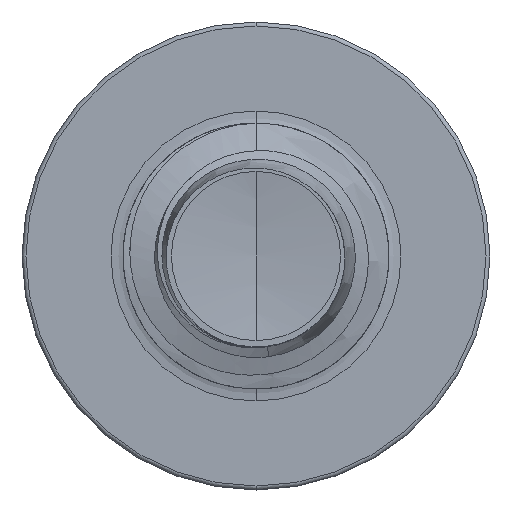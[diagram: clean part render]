
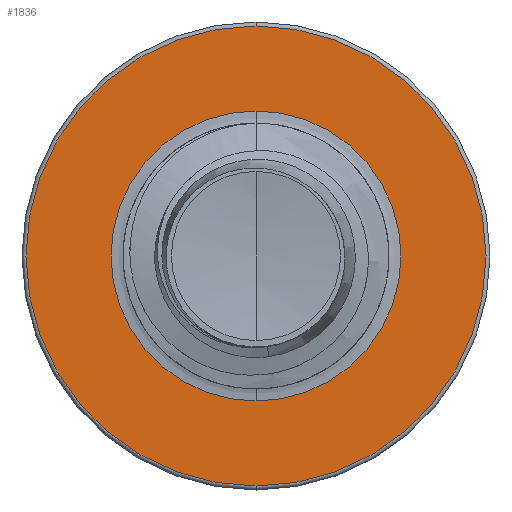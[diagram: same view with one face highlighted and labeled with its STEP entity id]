
A CAD part, front view. The second image highlights one B-rep face of the part: STEP entity #1836.
In plain terms, the highlighted planar face has unit normal (0, -1, 0).
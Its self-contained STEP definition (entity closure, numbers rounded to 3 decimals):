
#629 = AXIS2_PLACEMENT_3D ( 'NONE', #29946, #14007, #32108 ) ;
#991 = VERTEX_POINT ( 'NONE', #6172 ) ;
#1499 = CARTESIAN_POINT ( 'NONE',  ( 0., 10., 2.163 ) ) ;
#1836 = ADVANCED_FACE ( 'NONE', ( #30756, #4280 ), #10282, .F. ) ;
#2180 = ORIENTED_EDGE ( 'NONE', *, *, #4158, .T. ) ;
#2482 = CIRCLE ( 'NONE', #14097, 1.363 ) ;
#3078 = DIRECTION ( 'NONE',  ( 0., 0., 1. ) ) ;
#3090 = DIRECTION ( 'NONE',  ( 0., 1., 0. ) ) ;
#3117 = CARTESIAN_POINT ( 'NONE',  ( 0., 10., 0. ) ) ;
#3202 = DIRECTION ( 'NONE',  ( 0., 0., 1. ) ) ;
#4158 = EDGE_CURVE ( 'NONE', #991, #19410, #16563, .T. ) ;
#4280 = FACE_BOUND ( 'NONE', #5409, .T. ) ;
#5409 = EDGE_LOOP ( 'NONE', ( #9159, #2180 ) ) ;
#6172 = CARTESIAN_POINT ( 'NONE',  ( 0., 10., -1.363 ) ) ;
#6431 = CARTESIAN_POINT ( 'NONE',  ( 0., 10., -2.162 ) ) ;
#6452 = CIRCLE ( 'NONE', #33776, 2.163 ) ;
#7782 = DIRECTION ( 'NONE',  ( 0., 1., 0. ) ) ;
#9159 = ORIENTED_EDGE ( 'NONE', *, *, #30576, .T. ) ;
#9254 = DIRECTION ( 'NONE',  ( 0., 0., 1. ) ) ;
#9300 = DIRECTION ( 'NONE',  ( 0., 1., 0. ) ) ;
#9383 = CARTESIAN_POINT ( 'NONE',  ( 0., 10., -1.363 ) ) ;
#10282 = PLANE ( 'NONE',  #27338 ) ;
#12520 = EDGE_CURVE ( 'NONE', #32577, #17498, #32655, .T. ) ;
#13066 = CARTESIAN_POINT ( 'NONE',  ( 0., 10., 1.363 ) ) ;
#13166 = AXIS2_PLACEMENT_3D ( 'NONE', #3117, #3090, #3078 ) ;
#14007 = DIRECTION ( 'NONE',  ( 0., 1., 0. ) ) ;
#14097 = AXIS2_PLACEMENT_3D ( 'NONE', #34837, #20715, #3202 ) ;
#16563 = CIRCLE ( 'NONE', #13166, 1.363 ) ;
#17462 = ORIENTED_EDGE ( 'NONE', *, *, #25235, .F. ) ;
#17498 = VERTEX_POINT ( 'NONE', #6431 ) ;
#19410 = VERTEX_POINT ( 'NONE', #13066 ) ;
#19882 = ORIENTED_EDGE ( 'NONE', *, *, #12520, .F. ) ;
#20715 = DIRECTION ( 'NONE',  ( 0., 1., 0. ) ) ;
#24716 = CARTESIAN_POINT ( 'NONE',  ( 0., 10., 0. ) ) ;
#25235 = EDGE_CURVE ( 'NONE', #17498, #32577, #6452, .T. ) ;
#27200 = DIRECTION ( 'NONE',  ( 0., 0., 1. ) ) ;
#27338 = AXIS2_PLACEMENT_3D ( 'NONE', #9383, #9300, #9254 ) ;
#29946 = CARTESIAN_POINT ( 'NONE',  ( 0., 10., 0. ) ) ;
#30040 = EDGE_LOOP ( 'NONE', ( #19882, #17462 ) ) ;
#30576 = EDGE_CURVE ( 'NONE', #19410, #991, #2482, .T. ) ;
#30756 = FACE_OUTER_BOUND ( 'NONE', #30040, .T. ) ;
#32108 = DIRECTION ( 'NONE',  ( 0., 0., 1. ) ) ;
#32577 = VERTEX_POINT ( 'NONE', #1499 ) ;
#32655 = CIRCLE ( 'NONE', #629, 2.163 ) ;
#33776 = AXIS2_PLACEMENT_3D ( 'NONE', #24716, #7782, #27200 ) ;
#34837 = CARTESIAN_POINT ( 'NONE',  ( 0., 10., 0. ) ) ;
